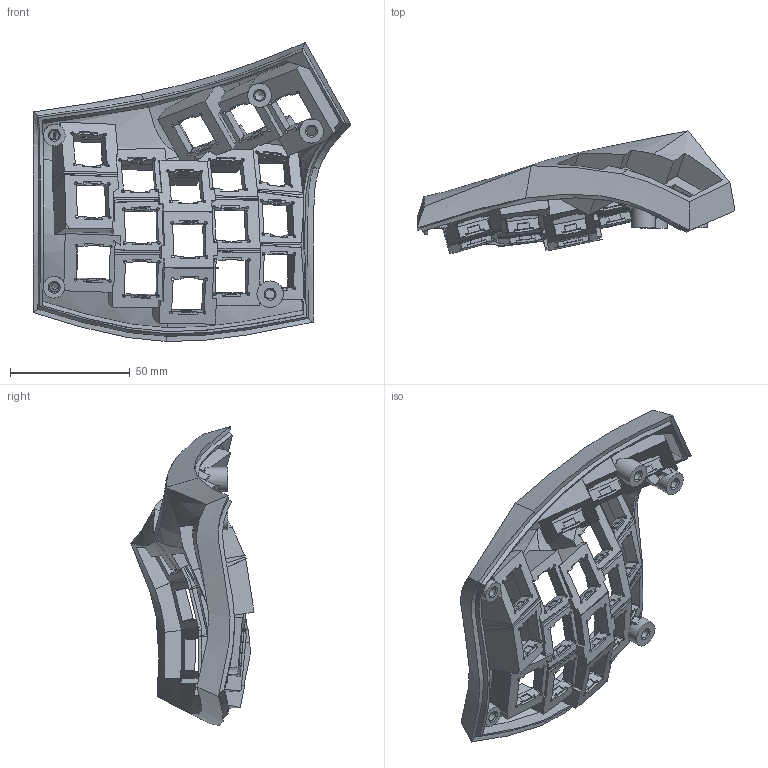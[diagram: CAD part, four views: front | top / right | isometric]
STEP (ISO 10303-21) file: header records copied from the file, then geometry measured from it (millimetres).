
FILE_DESCRIPTION(/* description */ (''),/* implementation_level */ '2;1');
FILE_NAME(/* name */ 'cygnus_case_top_left.step',/* time_stamp */ '2025-03-31T01:09:19+02:00',/* author */ (''),/* organization */ (''),/* preprocessor_version */ 'ST-DEVELOPER v20.1',/* originating_system */ 'Autodesk Translation Framework v14.4.0.0',/* authorisation */ '');
FILE_SCHEMA (('AUTOMOTIVE_DESIGN { 1 0 10303 214 3 1 1 }'));
Length unit declared in the file: millimetre
Products named in the file (1): cygnus_case
Bounding box: 132.94 x 51.1 x 124.97 mm (x, y, z)
Volume: 61622 mm3; surface area: 52260.1 mm2
Topology: 1 solids, 2 shells, 854 faces, 2518 edges, 1659 vertices
Faces by surface type: plane 698, cylinder 86, bspline 62, cone 8
Full cylindrical faces by diameter (mm): 4 x5, 9 x1, 10 x2, 11 x1
Entity records: 38980 total; most frequent: CARTESIAN_POINT 16643, ORIENTED_EDGE 5032, DIRECTION 4053, EDGE_CURVE 2516, LINE 2013, VECTOR 2013, VERTEX_POINT 1659, AXIS2_PLACEMENT_3D 1020
